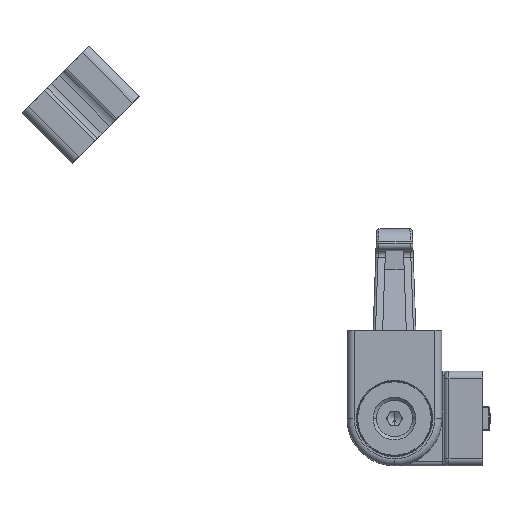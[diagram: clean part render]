
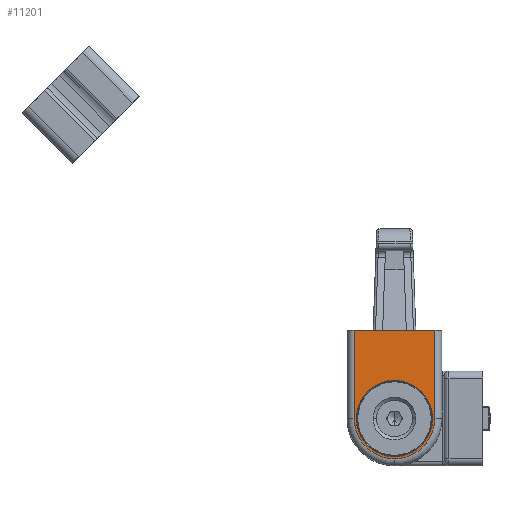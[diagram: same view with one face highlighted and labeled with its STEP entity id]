
A CAD part, left-side view. The second image highlights one B-rep face of the part: STEP entity #11201.
In plain terms, the highlighted planar face has unit normal (-1, 0, 0).
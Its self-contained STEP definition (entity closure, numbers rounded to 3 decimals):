
#386 = VECTOR ( 'NONE', #13659, 1000. ) ;
#930 = VERTEX_POINT ( 'NONE', #20897 ) ;
#2158 = CIRCLE ( 'NONE', #26396, 8.5 ) ;
#2410 = ORIENTED_EDGE ( 'NONE', *, *, #6700, .T. ) ;
#2505 = CARTESIAN_POINT ( 'NONE',  ( -10., 18.6, -8.041 ) ) ;
#3138 = CARTESIAN_POINT ( 'NONE',  ( -10., 28.6, 8.5 ) ) ;
#3239 = EDGE_LOOP ( 'NONE', ( #19951, #27205, #30065, #2410, #3839 ) ) ;
#3268 = AXIS2_PLACEMENT_3D ( 'NONE', #14510, #32998, #17198 ) ;
#3346 = ORIENTED_EDGE ( 'NONE', *, *, #11778, .T. ) ;
#3762 = CIRCLE ( 'NONE', #29901, 8.041 ) ;
#3839 = ORIENTED_EDGE ( 'NONE', *, *, #24600, .T. ) ;
#3932 = EDGE_CURVE ( 'NONE', #33140, #31509, #3762, .T. ) ;
#4511 = VERTEX_POINT ( 'NONE', #9021 ) ;
#4517 = CARTESIAN_POINT ( 'NONE',  ( -10., 18.6, 0. ) ) ;
#6700 = EDGE_CURVE ( 'NONE', #31000, #4511, #28906, .T. ) ;
#6773 = CARTESIAN_POINT ( 'NONE',  ( -10., 28.6, -10. ) ) ;
#7163 = DIRECTION ( 'NONE',  ( 0., 0., -1. ) ) ;
#7354 = LINE ( 'NONE', #27518, #11892 ) ;
#7591 = CARTESIAN_POINT ( 'NONE',  ( -10., 18.6, 0. ) ) ;
#9021 = CARTESIAN_POINT ( 'NONE',  ( -10., 18.6, -8.5 ) ) ;
#9305 = PLANE ( 'NONE',  #21282 ) ;
#10261 = DIRECTION ( 'NONE',  ( 0., 0., -1. ) ) ;
#10431 = FACE_BOUND ( 'NONE', #31282, .T. ) ;
#11201 = ADVANCED_FACE ( 'NONE', ( #10431, #17507 ), #9305, .F. ) ;
#11778 = EDGE_CURVE ( 'NONE', #31509, #33140, #20606, .T. ) ;
#11892 = VECTOR ( 'NONE', #30279, 1000. ) ;
#12097 = DIRECTION ( 'NONE',  ( 1., 0., 0. ) ) ;
#12511 = CARTESIAN_POINT ( 'NONE',  ( -10., 0., -8.5 ) ) ;
#12559 = CARTESIAN_POINT ( 'NONE',  ( -10., 18.6, 0. ) ) ;
#13659 = DIRECTION ( 'NONE',  ( 0., 1., 0. ) ) ;
#14204 = AXIS2_PLACEMENT_3D ( 'NONE', #7591, #26146, #10261 ) ;
#14510 = CARTESIAN_POINT ( 'NONE',  ( -10., 18.6, 0. ) ) ;
#15231 = DIRECTION ( 'NONE',  ( 0., 0., -1. ) ) ;
#17198 = DIRECTION ( 'NONE',  ( 0., 0., -1. ) ) ;
#17507 = FACE_OUTER_BOUND ( 'NONE', #3239, .T. ) ;
#19951 = ORIENTED_EDGE ( 'NONE', *, *, #32678, .T. ) ;
#20253 = EDGE_CURVE ( 'NONE', #22349, #31000, #2158, .T. ) ;
#20606 = CIRCLE ( 'NONE', #3268, 8.041 ) ;
#20642 = VECTOR ( 'NONE', #28509, 1000. ) ;
#20666 = CARTESIAN_POINT ( 'NONE',  ( -10., 27.1, 0. ) ) ;
#20897 = CARTESIAN_POINT ( 'NONE',  ( -10., 0., 8.5 ) ) ;
#21282 = AXIS2_PLACEMENT_3D ( 'NONE', #6773, #12097, #30620 ) ;
#22349 = VERTEX_POINT ( 'NONE', #25332 ) ;
#22391 = LINE ( 'NONE', #3138, #386 ) ;
#23098 = DIRECTION ( 'NONE',  ( 1., 0., 0. ) ) ;
#24600 = EDGE_CURVE ( 'NONE', #4511, #27057, #27629, .T. ) ;
#24652 = CARTESIAN_POINT ( 'NONE',  ( -10., 18.6, 8.041 ) ) ;
#25332 = CARTESIAN_POINT ( 'NONE',  ( -10., 18.6, 8.5 ) ) ;
#26146 = DIRECTION ( 'NONE',  ( -1., 0., 0. ) ) ;
#26396 = AXIS2_PLACEMENT_3D ( 'NONE', #12559, #31083, #15231 ) ;
#26622 = ORIENTED_EDGE ( 'NONE', *, *, #3932, .T. ) ;
#27057 = VERTEX_POINT ( 'NONE', #29734 ) ;
#27205 = ORIENTED_EDGE ( 'NONE', *, *, #30137, .T. ) ;
#27518 = CARTESIAN_POINT ( 'NONE',  ( -10., 0., -10. ) ) ;
#27629 = LINE ( 'NONE', #12511, #20642 ) ;
#28509 = DIRECTION ( 'NONE',  ( 0., -1., 0. ) ) ;
#28906 = CIRCLE ( 'NONE', #14204, 8.5 ) ;
#29734 = CARTESIAN_POINT ( 'NONE',  ( -10., 0., -8.5 ) ) ;
#29901 = AXIS2_PLACEMENT_3D ( 'NONE', #4517, #23098, #7163 ) ;
#30065 = ORIENTED_EDGE ( 'NONE', *, *, #20253, .T. ) ;
#30137 = EDGE_CURVE ( 'NONE', #930, #22349, #22391, .T. ) ;
#30279 = DIRECTION ( 'NONE',  ( 0., 0., 1. ) ) ;
#30620 = DIRECTION ( 'NONE',  ( 0., 0., -1. ) ) ;
#31000 = VERTEX_POINT ( 'NONE', #20666 ) ;
#31083 = DIRECTION ( 'NONE',  ( -1., 0., 0. ) ) ;
#31282 = EDGE_LOOP ( 'NONE', ( #3346, #26622 ) ) ;
#31509 = VERTEX_POINT ( 'NONE', #2505 ) ;
#32678 = EDGE_CURVE ( 'NONE', #27057, #930, #7354, .T. ) ;
#32998 = DIRECTION ( 'NONE',  ( 1., 0., 0. ) ) ;
#33140 = VERTEX_POINT ( 'NONE', #24652 ) ;
